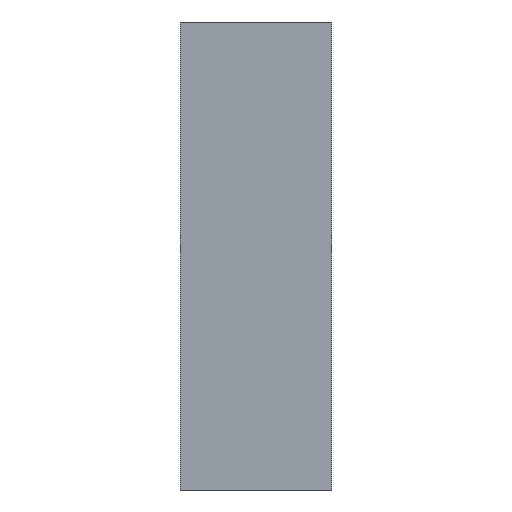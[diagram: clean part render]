
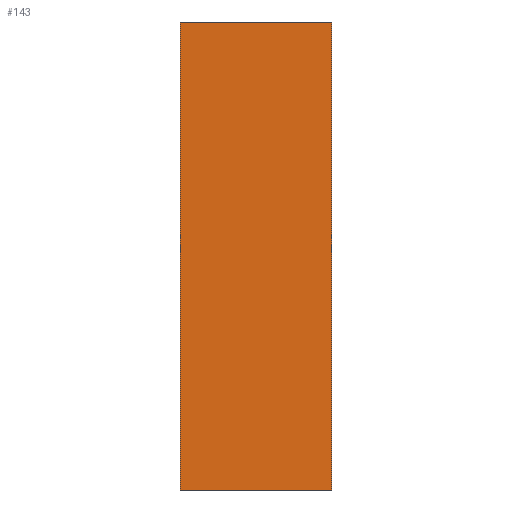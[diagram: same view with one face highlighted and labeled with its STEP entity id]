
A CAD part, left-side view. The second image highlights one B-rep face of the part: STEP entity #143.
In plain terms, the highlighted planar face has unit normal (-1, 0, 0).
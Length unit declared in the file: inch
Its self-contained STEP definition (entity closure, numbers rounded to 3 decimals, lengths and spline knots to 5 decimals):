
#17=FACE_OUTER_BOUND('',#25,.T.);
#25=EDGE_LOOP('',(#107,#108,#109,#110));
#35=LINE('',#219,#53);
#39=LINE('',#226,#57);
#40=LINE('',#229,#58);
#41=LINE('',#230,#59);
#53=VECTOR('',#179,0.3937);
#57=VECTOR('',#185,0.3937);
#58=VECTOR('',#188,0.3937);
#59=VECTOR('',#189,0.3937);
#71=VERTEX_POINT('',#216);
#72=VERTEX_POINT('',#218);
#74=VERTEX_POINT('',#223);
#75=VERTEX_POINT('',#228);
#83=EDGE_CURVE('',#71,#72,#35,.T.);
#87=EDGE_CURVE('',#74,#72,#39,.T.);
#88=EDGE_CURVE('',#74,#75,#40,.F.);
#89=EDGE_CURVE('',#75,#71,#41,.T.);
#107=ORIENTED_EDGE('',*,*,#88,.F.);
#108=ORIENTED_EDGE('',*,*,#87,.T.);
#109=ORIENTED_EDGE('',*,*,#83,.F.);
#110=ORIENTED_EDGE('',*,*,#89,.F.);
#135=PLANE('',#165);
#143=ADVANCED_FACE('',(#17),#135,.T.);
#165=AXIS2_PLACEMENT_3D('',#227,#186,#187);
#179=DIRECTION('',(0.,-1.,0.));
#185=DIRECTION('',(0.,0.,1.));
#186=DIRECTION('center_axis',(-1.,0.,0.));
#187=DIRECTION('ref_axis',(0.,-1.,0.));
#188=DIRECTION('',(0.,-1.,0.));
#189=DIRECTION('',(0.,0.,1.));
#216=CARTESIAN_POINT('',(-375.375,34.49995,-59.813));
#218=CARTESIAN_POINT('',(-375.375,23.87495,-59.813));
#219=CARTESIAN_POINT('',(-375.375,31.8437,-59.813));
#223=CARTESIAN_POINT('',(-375.375,23.87495,-92.625));
#226=CARTESIAN_POINT('',(-375.375,23.87495,-84.125));
#227=CARTESIAN_POINT('Origin',(-375.375,34.49995,-84.125));
#228=CARTESIAN_POINT('',(-375.375,34.49995,-92.625));
#229=CARTESIAN_POINT('',(-375.375,31.8437,-92.625));
#230=CARTESIAN_POINT('',(-375.375,34.49995,-84.125));
